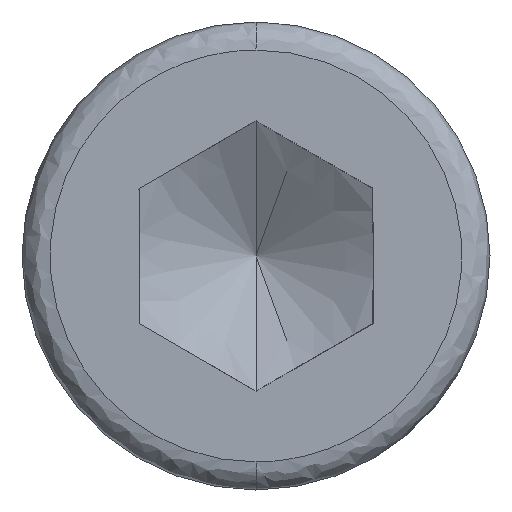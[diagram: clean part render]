
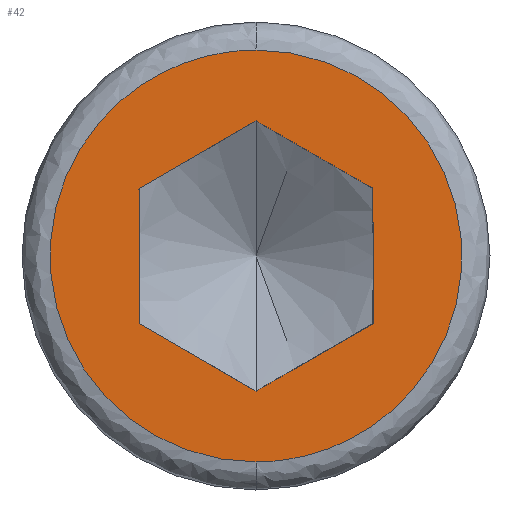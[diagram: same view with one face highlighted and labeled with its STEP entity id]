
A CAD part, left-side view. The second image highlights one B-rep face of the part: STEP entity #42.
In plain terms, the highlighted planar face has unit normal (-1, 0, 0).
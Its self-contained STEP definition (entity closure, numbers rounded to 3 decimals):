
#17 = VERTEX_POINT ( 'NONE', #564 ) ;
#24 = CARTESIAN_POINT ( 'NONE',  ( -6., 8.8, 4.4 ) ) ;
#25 = CARTESIAN_POINT ( 'NONE',  ( -6., 2.5, 1.443 ) ) ;
#29 = CARTESIAN_POINT ( 'NONE',  ( -6., 2.5, 0. ) ) ;
#34 = VECTOR ( 'NONE', #455, 1000. ) ;
#40 = VECTOR ( 'NONE', #480, 1000. ) ;
#42 = ADVANCED_FACE ( 'NONE', ( #154, #111 ), #363, .T. ) ;
#44 = CARTESIAN_POINT ( 'NONE',  ( -6., -2.5, -1.443 ) ) ;
#50 = LINE ( 'NONE', #313, #34 ) ;
#55 = CARTESIAN_POINT ( 'NONE',  ( -6., -8.8, -4.4 ) ) ;
#59 = EDGE_CURVE ( 'NONE', #511, #536, #349, .T. ) ;
#69 = CARTESIAN_POINT ( 'NONE',  ( -6., 8.8, -4.4 ) ) ;
#71 = DIRECTION ( 'NONE',  ( 0., -0.866, 0.5 ) ) ;
#79 = DIRECTION ( 'NONE',  ( 0., 0., 1. ) ) ;
#81 = VECTOR ( 'NONE', #283, 1000. ) ;
#86 = EDGE_CURVE ( 'NONE', #478, #511, #471, .T. ) ;
#97 = VECTOR ( 'NONE', #185, 1000. ) ;
#102 = CARTESIAN_POINT ( 'NONE',  ( -6., 2.5, -1.443 ) ) ;
#103 = CARTESIAN_POINT ( 'NONE',  ( -6., 0., -2.887 ) ) ;
#111 = FACE_OUTER_BOUND ( 'NONE', #165, .T. ) ;
#125 =( BOUNDED_CURVE ( )  B_SPLINE_CURVE ( 3, ( #358, #284, #55, #522 ),
 .UNSPECIFIED., .F., .F. ) 
 B_SPLINE_CURVE_WITH_KNOTS ( ( 4, 4 ),
 ( 0.25, 0.75 ),
 .UNSPECIFIED. ) 
 CURVE ( )  GEOMETRIC_REPRESENTATION_ITEM ( )  RATIONAL_B_SPLINE_CURVE ( ( 1., 0.333, 0.333, 1. ) ) 
 REPRESENTATION_ITEM ( '' )  );
#129 = ORIENTED_EDGE ( 'NONE', *, *, #240, .F. ) ;
#139 = CARTESIAN_POINT ( 'NONE',  ( -6., 3.943, 0. ) ) ;
#154 = FACE_BOUND ( 'NONE', #452, .T. ) ;
#165 = EDGE_LOOP ( 'NONE', ( #129, #173 ) ) ;
#173 = ORIENTED_EDGE ( 'NONE', *, *, #544, .F. ) ;
#185 = DIRECTION ( 'NONE',  ( 0., 0.866, 0.5 ) ) ;
#191 =( BOUNDED_CURVE ( )  B_SPLINE_CURVE ( 3, ( #384, #69, #24, #386 ),
 .UNSPECIFIED., .F., .T. ) 
 B_SPLINE_CURVE_WITH_KNOTS ( ( 4, 4 ),
 ( 0.75, 1.25 ),
 .UNSPECIFIED. ) 
 CURVE ( )  GEOMETRIC_REPRESENTATION_ITEM ( )  RATIONAL_B_SPLINE_CURVE ( ( 1., 0.333, 0.333, 1. ) ) 
 REPRESENTATION_ITEM ( '' )  );
#209 = ORIENTED_EDGE ( 'NONE', *, *, #464, .T. ) ;
#213 = CARTESIAN_POINT ( 'NONE',  ( -6., 0., 2.887 ) ) ;
#219 = CARTESIAN_POINT ( 'NONE',  ( -6., 0., 4.4 ) ) ;
#226 = VECTOR ( 'NONE', #79, 1000. ) ;
#237 = CARTESIAN_POINT ( 'NONE',  ( -6., 2.5, 1.443 ) ) ;
#240 = EDGE_CURVE ( 'NONE', #17, #485, #191, .T. ) ;
#243 = CARTESIAN_POINT ( 'NONE',  ( -6., -2.5, 1.443 ) ) ;
#247 = EDGE_CURVE ( 'NONE', #541, #393, #380, .T. ) ;
#253 = VERTEX_POINT ( 'NONE', #243 ) ;
#258 = VECTOR ( 'NONE', #71, 1000. ) ;
#272 = CARTESIAN_POINT ( 'NONE',  ( -6., -2.5, -1.443 ) ) ;
#283 = DIRECTION ( 'NONE',  ( 0., 0.866, -0.5 ) ) ;
#284 = CARTESIAN_POINT ( 'NONE',  ( -6., -8.8, 4.4 ) ) ;
#300 = EDGE_CURVE ( 'NONE', #393, #253, #492, .T. ) ;
#313 = CARTESIAN_POINT ( 'NONE',  ( -6., -2.5, 0. ) ) ;
#314 = ORIENTED_EDGE ( 'NONE', *, *, #361, .T. ) ;
#349 = LINE ( 'NONE', #103, #97 ) ;
#358 = CARTESIAN_POINT ( 'NONE',  ( -6., 0., 4.4 ) ) ;
#359 = DIRECTION ( 'NONE',  ( 0., 0., 1. ) ) ;
#361 = EDGE_CURVE ( 'NONE', #536, #541, #579, .T. ) ;
#363 = PLANE ( 'NONE',  #597 ) ;
#380 = LINE ( 'NONE', #25, #258 ) ;
#384 = CARTESIAN_POINT ( 'NONE',  ( -6., 0., -4.4 ) ) ;
#386 = CARTESIAN_POINT ( 'NONE',  ( -6., 0., 4.4 ) ) ;
#390 = CARTESIAN_POINT ( 'NONE',  ( -6., 0., 2.887 ) ) ;
#393 = VERTEX_POINT ( 'NONE', #213 ) ;
#414 = ORIENTED_EDGE ( 'NONE', *, *, #247, .T. ) ;
#452 = EDGE_LOOP ( 'NONE', ( #549, #529, #314, #414, #530, #209 ) ) ;
#455 = DIRECTION ( 'NONE',  ( 0., 0., -1. ) ) ;
#464 = EDGE_CURVE ( 'NONE', #253, #478, #50, .T. ) ;
#471 = LINE ( 'NONE', #272, #81 ) ;
#478 = VERTEX_POINT ( 'NONE', #44 ) ;
#480 = DIRECTION ( 'NONE',  ( 0., -0.866, -0.5 ) ) ;
#485 = VERTEX_POINT ( 'NONE', #219 ) ;
#492 = LINE ( 'NONE', #390, #40 ) ;
#510 = DIRECTION ( 'NONE',  ( -1., 0., 0. ) ) ;
#511 = VERTEX_POINT ( 'NONE', #523 ) ;
#522 = CARTESIAN_POINT ( 'NONE',  ( -6., 0., -4.4 ) ) ;
#523 = CARTESIAN_POINT ( 'NONE',  ( -6., 0., -2.887 ) ) ;
#529 = ORIENTED_EDGE ( 'NONE', *, *, #59, .T. ) ;
#530 = ORIENTED_EDGE ( 'NONE', *, *, #300, .T. ) ;
#536 = VERTEX_POINT ( 'NONE', #102 ) ;
#541 = VERTEX_POINT ( 'NONE', #237 ) ;
#544 = EDGE_CURVE ( 'NONE', #485, #17, #125, .T. ) ;
#549 = ORIENTED_EDGE ( 'NONE', *, *, #86, .T. ) ;
#564 = CARTESIAN_POINT ( 'NONE',  ( -6., 0., -4.4 ) ) ;
#579 = LINE ( 'NONE', #29, #226 ) ;
#597 = AXIS2_PLACEMENT_3D ( 'NONE', #139, #510, #359 ) ;
